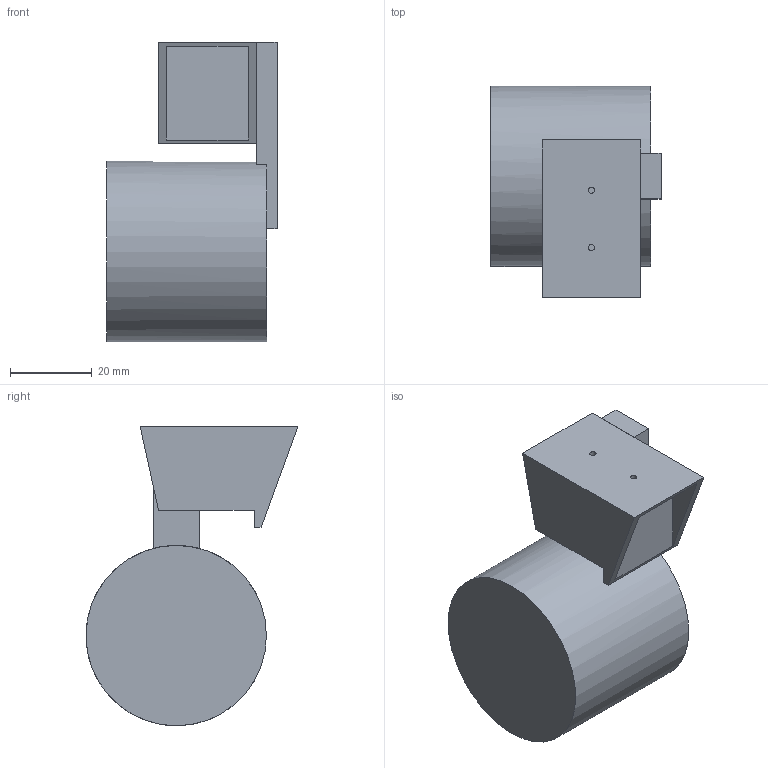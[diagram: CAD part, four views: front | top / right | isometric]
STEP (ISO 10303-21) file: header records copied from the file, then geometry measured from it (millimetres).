
FILE_DESCRIPTION(/* description */ (''),/* implementation_level */ '2;1');
FILE_NAME(/* name */ 'Under Camera v4.stp',/* time_stamp */ '2020-12-05T17:59:49+01:00',/* author */ (''),/* organization */ (''),/* preprocessor_version */ 'ST-DEVELOPER v18.1',/* originating_system */ 'Autodesk Translation Framework v9.3.0.1241',/* authorisation */ '');
FILE_SCHEMA (('AUTOMOTIVE_DESIGN { 1 0 10303 214 3 1 1 }'));
Length unit declared in the file: millimetre
Products named in the file (2): Under Camera; Under Cam
Assembly tree (1 placements, depth 2):
  Under Camera
    Under Cam
Bounding box: 41.5 x 51.7 x 73.07 mm (x, y, z)
Volume: 61075.6 mm3; surface area: 18562.2 mm2
Topology: 3 solids, 3 shells, 61 faces, 126 edges, 82 vertices
Faces by surface type: plane 43, cylinder 18
Full cylindrical faces by diameter (mm): 1.5 x6, 2.2 x4, 5 x4, 44 x1
Entity records: 1684 total; most frequent: DIRECTION 292, CARTESIAN_POINT 272, ORIENTED_EDGE 252, EDGE_CURVE 126, AXIS2_PLACEMENT_3D 102, LINE 88, VECTOR 88, VERTEX_POINT 82
